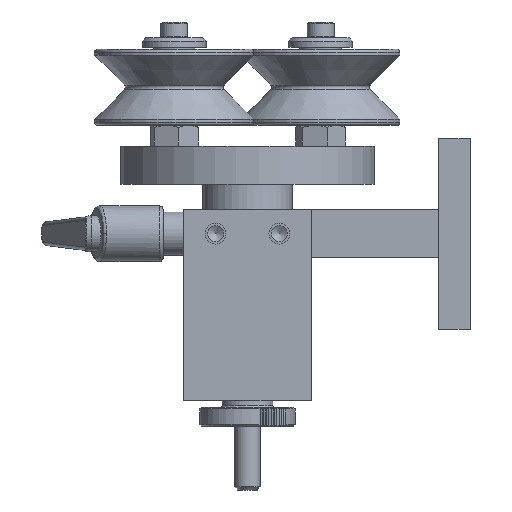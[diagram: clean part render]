
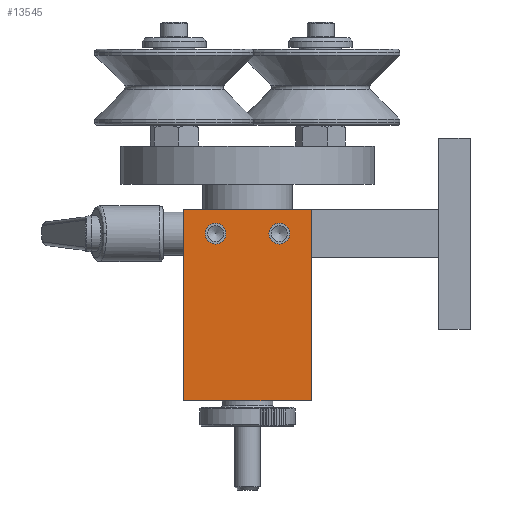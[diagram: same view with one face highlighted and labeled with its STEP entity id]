
A CAD part, left-side view. The second image highlights one B-rep face of the part: STEP entity #13545.
In plain terms, the highlighted planar face has unit normal (-1, 0, 0).
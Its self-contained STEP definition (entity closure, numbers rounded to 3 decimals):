
#362 = VECTOR ( 'NONE', #40481, 1000. ) ;
#379 = CARTESIAN_POINT ( 'NONE',  ( -5., 70., 7.5 ) ) ;
#753 = CARTESIAN_POINT ( 'NONE',  ( -5., 80., 15. ) ) ;
#1349 = VECTOR ( 'NONE', #45593, 1000. ) ;
#1738 = ORIENTED_EDGE ( 'NONE', *, *, #40806, .F. ) ;
#3093 = VERTEX_POINT ( 'NONE', #6626 ) ;
#3469 = VECTOR ( 'NONE', #33034, 1000. ) ;
#3968 = DIRECTION ( 'NONE',  ( 0., 0., -1. ) ) ;
#4060 = AXIS2_PLACEMENT_3D ( 'NONE', #37458, #37925, #16588 ) ;
#4773 = EDGE_LOOP ( 'NONE', ( #13109 ) ) ;
#4798 = CIRCLE ( 'NONE', #5295, 3.25 ) ;
#4834 = VECTOR ( 'NONE', #42501, 1000. ) ;
#5295 = AXIS2_PLACEMENT_3D ( 'NONE', #14068, #38964, #17613 ) ;
#5938 = LINE ( 'NONE', #17503, #4834 ) ;
#6626 = CARTESIAN_POINT ( 'NONE',  ( -5., 50., 4.25 ) ) ;
#11587 = CARTESIAN_POINT ( 'NONE',  ( -5., 80., 15. ) ) ;
#12659 = CIRCLE ( 'NONE', #15368, 3.25 ) ;
#12913 = EDGE_CURVE ( 'NONE', #17020, #17020, #12659, .T. ) ;
#13031 = PLANE ( 'NONE',  #4060 ) ;
#13109 = ORIENTED_EDGE ( 'NONE', *, *, #12913, .F. ) ;
#13456 = EDGE_CURVE ( 'NONE', #24009, #27303, #38241, .T. ) ;
#13545 = ADVANCED_FACE ( 'NONE', ( #44437, #17042, #34937 ), #13031, .F. ) ;
#14068 = CARTESIAN_POINT ( 'NONE',  ( -5., 50., 7.5 ) ) ;
#14210 = EDGE_CURVE ( 'NONE', #3093, #3093, #4798, .T. ) ;
#15179 = LINE ( 'NONE', #753, #3469 ) ;
#15368 = AXIS2_PLACEMENT_3D ( 'NONE', #379, #25308, #3968 ) ;
#16581 = ORIENTED_EDGE ( 'NONE', *, *, #43195, .T. ) ;
#16588 = DIRECTION ( 'NONE',  ( 0., 0., 1. ) ) ;
#17020 = VERTEX_POINT ( 'NONE', #38390 ) ;
#17042 = FACE_BOUND ( 'NONE', #4773, .T. ) ;
#17503 = CARTESIAN_POINT ( 'NONE',  ( -5., 40., 15. ) ) ;
#17613 = DIRECTION ( 'NONE',  ( 0., 0., -1. ) ) ;
#17900 = EDGE_LOOP ( 'NONE', ( #16581, #1738, #42450, #33321 ) ) ;
#19204 = LINE ( 'NONE', #38534, #1349 ) ;
#20375 = CARTESIAN_POINT ( 'NONE',  ( -5., 40., -45. ) ) ;
#22702 = CARTESIAN_POINT ( 'NONE',  ( -5., 40., 15. ) ) ;
#24009 = VERTEX_POINT ( 'NONE', #37491 ) ;
#25308 = DIRECTION ( 'NONE',  ( -1., 0., 0. ) ) ;
#27303 = VERTEX_POINT ( 'NONE', #11587 ) ;
#27806 = EDGE_LOOP ( 'NONE', ( #34011 ) ) ;
#33034 = DIRECTION ( 'NONE',  ( 0., 0., -1. ) ) ;
#33321 = ORIENTED_EDGE ( 'NONE', *, *, #13456, .T. ) ;
#34011 = ORIENTED_EDGE ( 'NONE', *, *, #14210, .F. ) ;
#34937 = FACE_OUTER_BOUND ( 'NONE', #17900, .T. ) ;
#35183 = VERTEX_POINT ( 'NONE', #38369 ) ;
#36834 = EDGE_CURVE ( 'NONE', #24009, #44759, #5938, .T. ) ;
#37458 = CARTESIAN_POINT ( 'NONE',  ( -5., 40., 15. ) ) ;
#37491 = CARTESIAN_POINT ( 'NONE',  ( -5., 40., 15. ) ) ;
#37925 = DIRECTION ( 'NONE',  ( 1., 0., 0. ) ) ;
#38241 = LINE ( 'NONE', #22702, #362 ) ;
#38369 = CARTESIAN_POINT ( 'NONE',  ( -5., 80., -45. ) ) ;
#38390 = CARTESIAN_POINT ( 'NONE',  ( -5., 70., 4.25 ) ) ;
#38534 = CARTESIAN_POINT ( 'NONE',  ( -5., 40., -45. ) ) ;
#38964 = DIRECTION ( 'NONE',  ( -1., 0., 0. ) ) ;
#40481 = DIRECTION ( 'NONE',  ( 0., 1., 0. ) ) ;
#40806 = EDGE_CURVE ( 'NONE', #44759, #35183, #19204, .T. ) ;
#42450 = ORIENTED_EDGE ( 'NONE', *, *, #36834, .F. ) ;
#42501 = DIRECTION ( 'NONE',  ( 0., 0., -1. ) ) ;
#43195 = EDGE_CURVE ( 'NONE', #27303, #35183, #15179, .T. ) ;
#44437 = FACE_BOUND ( 'NONE', #27806, .T. ) ;
#44759 = VERTEX_POINT ( 'NONE', #20375 ) ;
#45593 = DIRECTION ( 'NONE',  ( 0., 1., 0. ) ) ;
